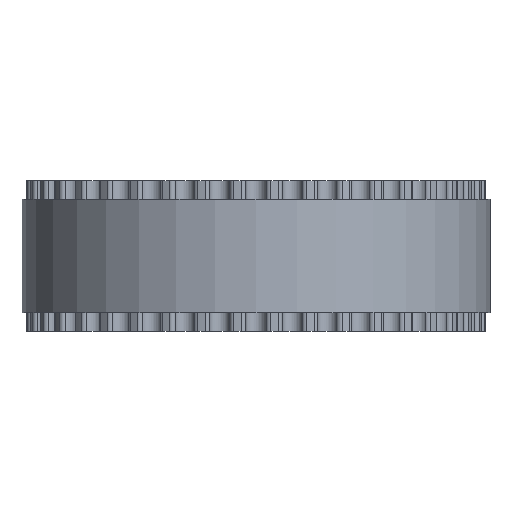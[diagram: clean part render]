
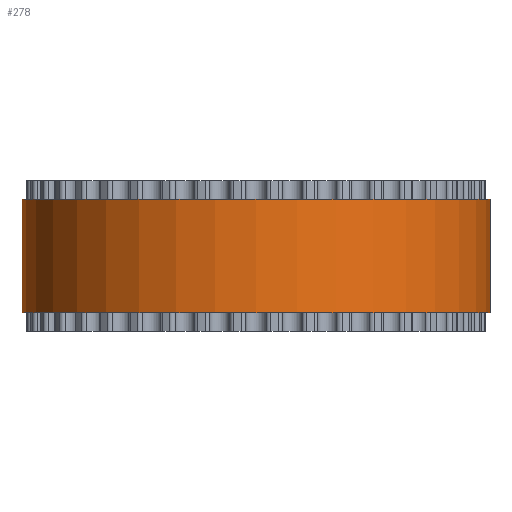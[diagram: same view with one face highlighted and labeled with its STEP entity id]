
A CAD part, front view. The second image highlights one B-rep face of the part: STEP entity #278.
In plain terms, the highlighted cylindrical face has radius 12.414 mm (diameter 24.828 mm), a full revolution.
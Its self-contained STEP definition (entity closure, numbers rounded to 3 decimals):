
#97=FACE_BOUND('',#752,.T.);
#98=FACE_BOUND('',#753,.T.);
#278=ADVANCED_FACE('',(#97,#98),#435,.T.);
#435=CYLINDRICAL_SURFACE('',#3575,12.414);
#752=EDGE_LOOP('',(#2002));
#753=EDGE_LOOP('',(#2003));
#2002=ORIENTED_EDGE('',*,*,#2786,.T.);
#2003=ORIENTED_EDGE('',*,*,#2787,.T.);
#2316=VERTEX_POINT('',#5620);
#2317=VERTEX_POINT('',#5622);
#2786=EDGE_CURVE('',#2316,#2316,#3100,.T.);
#2787=EDGE_CURVE('',#2317,#2317,#3101,.T.);
#3100=CIRCLE('',#3573,12.414);
#3101=CIRCLE('',#3574,12.414);
#3573=AXIS2_PLACEMENT_3D('',#5619,#4674,#4675);
#3574=AXIS2_PLACEMENT_3D('',#5621,#4676,#4677);
#3575=AXIS2_PLACEMENT_3D('',#5623,#4678,#4679);
#4674=DIRECTION('',(0.,0.,1.));
#4675=DIRECTION('',(1.,0.,0.));
#4676=DIRECTION('',(0.,0.,-1.));
#4677=DIRECTION('',(1.,0.,0.));
#4678=DIRECTION('',(0.,0.,1.));
#4679=DIRECTION('',(1.,0.,0.));
#5619=CARTESIAN_POINT('',(0.,0.,1.));
#5620=CARTESIAN_POINT('',(12.414,0.,1.));
#5621=CARTESIAN_POINT('',(0.,0.,7.));
#5622=CARTESIAN_POINT('',(12.414,0.,7.));
#5623=CARTESIAN_POINT('',(0.,0.,1.));
